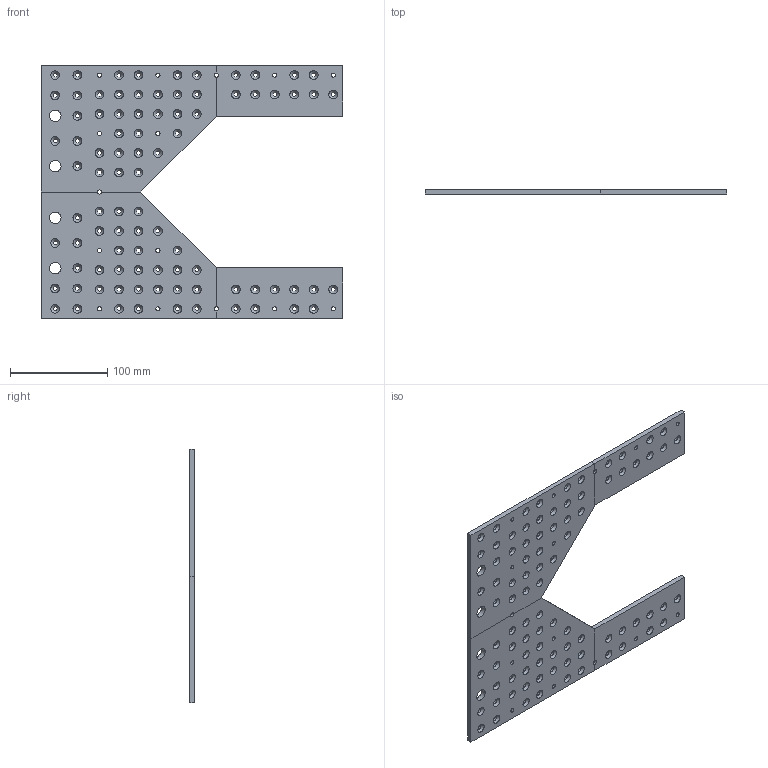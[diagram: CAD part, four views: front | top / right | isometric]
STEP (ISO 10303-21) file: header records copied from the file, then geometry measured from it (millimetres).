
FILE_DESCRIPTION(/* description */ ('','CAx-IF Rec.Pracs.---Representation and Presentation of Product Manufacturing Information (PMI)---4.0---2014-10-13'),/* implementation_level */ '2;1');
FILE_NAME(/* name */ 'hangfa-discovery-q2_optitrack_sensors-plate_trackers-support.step',/* time_stamp */ '2024-12-17T14:12:59Z',/* author */ (''),/* organization */ (''),/* preprocessor_version */ 'ST-DEVELOPER v20',/* originating_system */ 'Autodesk Translation Framework v13.20.0.188',/* authorisation */ '');
FILE_SCHEMA (('AP242_MANAGED_MODEL_BASED_3D_ENGINEERING_MIM_LF { 1 0 10303 442 1 1 4 }'));
Length unit declared in the file: millimetre
Products named in the file (5): hangfa-discovery-q2_optitrack_sensors-plate_trackers-support; hangfa-discovery-q2_optitrack_sensors-plate_trackers-support_front-ri
ght; hangfa-discovery-q2_optitrack_sensors-plate_trackers-support_back-rig
ht; hangfa-discovery-q2_optitrack_sensors-plate_trackers-support_front-le
ft; hangfa-discovery-q2_optitrack_sensors-plate_trackers-support_back-lef
t
Assembly tree (4 placements, depth 2):
  hangfa-discovery-q2_optitrack_sensors-plate_trackers-support
    hangfa-discovery-q2_optitrack_sensors-plate_trackers-support_front-ri
ght
    hangfa-discovery-q2_optitrack_sensors-plate_trackers-support_back-rig
ht
    hangfa-discovery-q2_optitrack_sensors-plate_trackers-support_front-le
ft
    hangfa-discovery-q2_optitrack_sensors-plate_trackers-support_back-lef
t
Bounding box: 310 x 5 x 260 mm (x, y, z)
Volume: 256060.9 mm3; surface area: 121485.5 mm2
Topology: 4 solids, 4 shells, 910 faces, 2574 edges, 1716 vertices
Faces by surface type: bspline 372, plane 322, cylinder 110, cone 106
Full cylindrical faces by diameter (mm): 4.3 x100, 12 x4
Entity records: 33556 total; most frequent: CARTESIAN_POINT 11533, ORIENTED_EDGE 5148, DIRECTION 3350, EDGE_CURVE 2574, VERTEX_POINT 1716, LINE 1404, VECTOR 1404, EDGE_LOOP 1162
